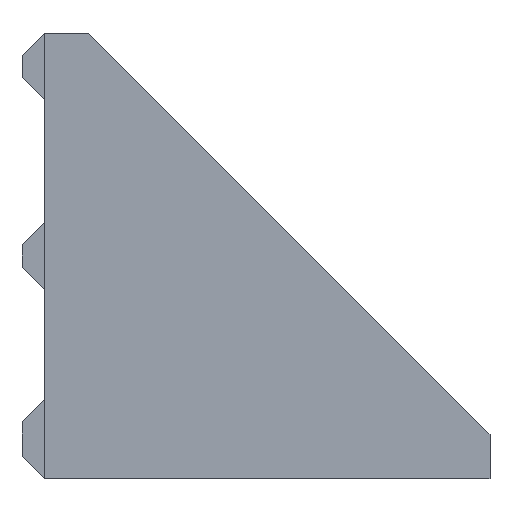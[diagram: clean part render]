
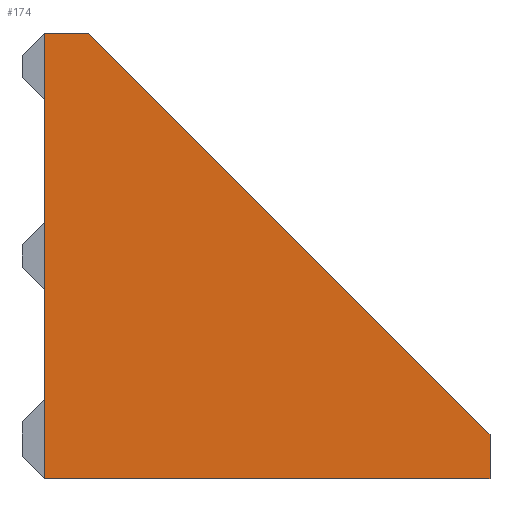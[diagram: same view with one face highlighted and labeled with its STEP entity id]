
A CAD part, left-side view. The second image highlights one B-rep face of the part: STEP entity #174.
In plain terms, the highlighted planar face has unit normal (-1, 0, 0).
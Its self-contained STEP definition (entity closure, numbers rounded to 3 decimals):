
#174=ADVANCED_FACE('',(#448),#450,.T.);
#448=FACE_BOUND('',#449,.T.);
#449=EDGE_LOOP('',(#667,#668,#669,#670,#671));
#450=PLANE('',#451);
#451=AXIS2_PLACEMENT_3D('',#452,#453,#454);
#452=CARTESIAN_POINT('',(-20.,0.,0.));
#453=DIRECTION('',(-1.,0.,0.));
#454=DIRECTION('',(0.,-1.,0.));
#667=ORIENTED_EDGE('',*,*,#748,.T.);
#668=ORIENTED_EDGE('',*,*,#798,.T.);
#669=ORIENTED_EDGE('',*,*,#784,.T.);
#670=ORIENTED_EDGE('',*,*,#738,.F.);
#671=ORIENTED_EDGE('',*,*,#753,.F.);
#738=EDGE_CURVE('',#814,#816,#817,.T.);
#748=EDGE_CURVE('',#836,#834,#837,.T.);
#753=EDGE_CURVE('',#836,#814,#845,.T.);
#784=EDGE_CURVE('',#897,#816,#898,.T.);
#798=EDGE_CURVE('',#834,#897,#919,.T.);
#814=VERTEX_POINT('',#941);
#816=VERTEX_POINT('',#945);
#817=LINE('',#946,#947);
#834=VERTEX_POINT('',#981);
#836=VERTEX_POINT('',#985);
#837=LINE('',#986,#987);
#845=LINE('',#1006,#1007);
#897=VERTEX_POINT('',#1122);
#898=LINE('',#1123,#1124);
#919=LINE('',#1174,#1175);
#941=CARTESIAN_POINT('',(-20.,0.,40.));
#945=CARTESIAN_POINT('',(-20.,-4.,40.));
#946=CARTESIAN_POINT('',(-20.,0.,40.));
#947=VECTOR('',#948,1.);
#948=DIRECTION('',(0.,-1.,0.));
#981=CARTESIAN_POINT('',(-20.,-40.,0.));
#985=CARTESIAN_POINT('',(-20.,0.,0.));
#986=CARTESIAN_POINT('',(-20.,0.,0.));
#987=VECTOR('',#988,1.);
#988=DIRECTION('',(0.,-1.,0.));
#1006=CARTESIAN_POINT('',(-20.,0.,0.));
#1007=VECTOR('',#1008,1.);
#1008=DIRECTION('',(0.,0.,1.));
#1122=CARTESIAN_POINT('',(-20.,-40.,4.));
#1123=CARTESIAN_POINT('',(-20.,-40.,4.));
#1124=VECTOR('',#1125,1.);
#1125=DIRECTION('',(0.,0.707,0.707));
#1174=CARTESIAN_POINT('',(-20.,-40.,0.));
#1175=VECTOR('',#1176,1.);
#1176=DIRECTION('',(0.,0.,1.));
